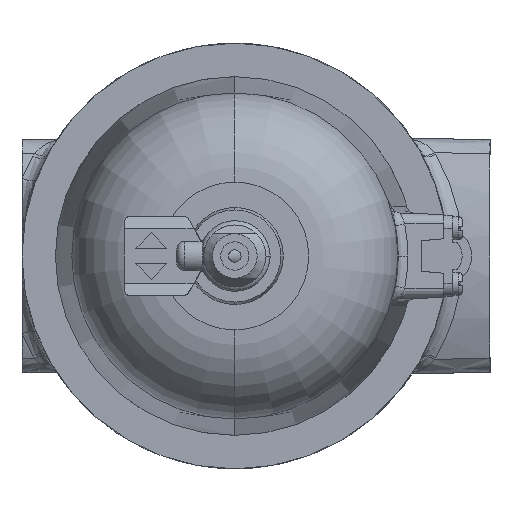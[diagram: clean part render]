
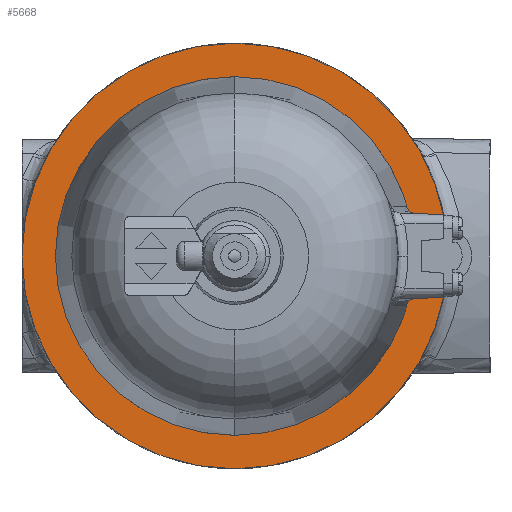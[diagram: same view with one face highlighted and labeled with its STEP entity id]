
A CAD part, front view. The second image highlights one B-rep face of the part: STEP entity #5668.
In plain terms, the highlighted planar face has unit normal (0, -1, 0).
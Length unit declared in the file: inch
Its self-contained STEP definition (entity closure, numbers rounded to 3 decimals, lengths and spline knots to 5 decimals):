
#9 = AXIS2_PLACEMENT_3D ( 'NONE', #11701, #7334, #8206 ) ;
#97 = EDGE_CURVE ( 'NONE', #5840, #8362, #12289, .T. ) ;
#398 = DIRECTION ( 'NONE',  ( 1., 0., 0. ) ) ;
#625 = CARTESIAN_POINT ( 'NONE',  ( 2.16, -2.465, 0. ) ) ;
#1052 = EDGE_CURVE ( 'NONE', #12005, #6693, #3138, .T. ) ;
#1202 = ORIENTED_EDGE ( 'NONE', *, *, #2027, .T. ) ;
#1271 = AXIS2_PLACEMENT_3D ( 'NONE', #8020, #11457, #12391 ) ;
#1426 = CARTESIAN_POINT ( 'NONE',  ( 0., -2.465, 0. ) ) ;
#1537 = CIRCLE ( 'NONE', #12563, 2.16 ) ;
#1716 = PLANE ( 'NONE',  #9 ) ;
#2027 = EDGE_CURVE ( 'NONE', #8362, #5840, #1537, .T. ) ;
#2415 = AXIS2_PLACEMENT_3D ( 'NONE', #8368, #6019, #12743 ) ;
#2496 = CARTESIAN_POINT ( 'NONE',  ( -2.16, -2.465, 0. ) ) ;
#2512 = DIRECTION ( 'NONE',  ( 1., 0., 0. ) ) ;
#3138 = CIRCLE ( 'NONE', #1271, 1.82087 ) ;
#3813 = CARTESIAN_POINT ( 'NONE',  ( 0., -2.465, 0. ) ) ;
#4349 = ORIENTED_EDGE ( 'NONE', *, *, #97, .T. ) ;
#4746 = DIRECTION ( 'NONE',  ( 0., -1., 0. ) ) ;
#4865 = EDGE_LOOP ( 'NONE', ( #5360, #11226 ) ) ;
#5011 = CARTESIAN_POINT ( 'NONE',  ( 1.82087, -2.465, 0. ) ) ;
#5360 = ORIENTED_EDGE ( 'NONE', *, *, #1052, .F. ) ;
#5668 = ADVANCED_FACE ( 'NONE', ( #13663, #6064 ), #1716, .F. ) ;
#5840 = VERTEX_POINT ( 'NONE', #2496 ) ;
#6019 = DIRECTION ( 'NONE',  ( 0., -1., 0. ) ) ;
#6064 = FACE_OUTER_BOUND ( 'NONE', #11348, .T. ) ;
#6693 = VERTEX_POINT ( 'NONE', #13422 ) ;
#7334 = DIRECTION ( 'NONE',  ( 0., 1., 0. ) ) ;
#8020 = CARTESIAN_POINT ( 'NONE',  ( 0., -2.465, 0. ) ) ;
#8206 = DIRECTION ( 'NONE',  ( -1., 0., 0. ) ) ;
#8362 = VERTEX_POINT ( 'NONE', #625 ) ;
#8368 = CARTESIAN_POINT ( 'NONE',  ( 0., -2.465, 0. ) ) ;
#9070 = EDGE_CURVE ( 'NONE', #6693, #12005, #11382, .T. ) ;
#10279 = DIRECTION ( 'NONE',  ( 0., -1., 0. ) ) ;
#10691 = AXIS2_PLACEMENT_3D ( 'NONE', #3813, #4746, #398 ) ;
#11226 = ORIENTED_EDGE ( 'NONE', *, *, #9070, .F. ) ;
#11348 = EDGE_LOOP ( 'NONE', ( #1202, #4349 ) ) ;
#11382 = CIRCLE ( 'NONE', #2415, 1.82087 ) ;
#11457 = DIRECTION ( 'NONE',  ( 0., -1., 0. ) ) ;
#11701 = CARTESIAN_POINT ( 'NONE',  ( 0., -2.465, 0. ) ) ;
#12005 = VERTEX_POINT ( 'NONE', #5011 ) ;
#12289 = CIRCLE ( 'NONE', #10691, 2.16 ) ;
#12391 = DIRECTION ( 'NONE',  ( 1., 0., 0. ) ) ;
#12563 = AXIS2_PLACEMENT_3D ( 'NONE', #1426, #10279, #2512 ) ;
#12743 = DIRECTION ( 'NONE',  ( 1., 0., 0. ) ) ;
#13422 = CARTESIAN_POINT ( 'NONE',  ( -1.82087, -2.465, 0. ) ) ;
#13663 = FACE_BOUND ( 'NONE', #4865, .T. ) ;
